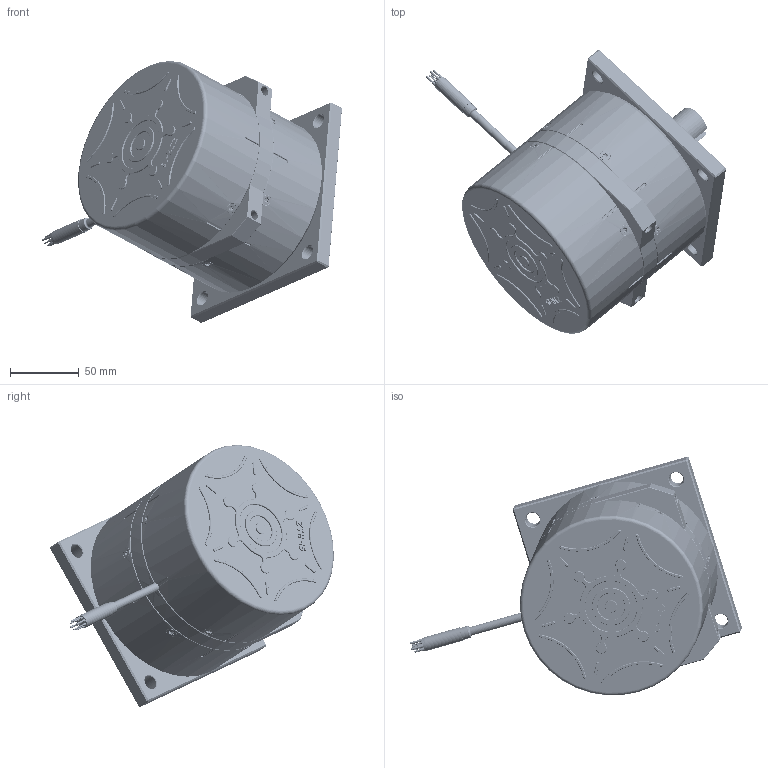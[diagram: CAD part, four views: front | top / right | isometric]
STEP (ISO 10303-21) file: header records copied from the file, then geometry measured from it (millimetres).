
FILE_DESCRIPTION (( 'STEP AP203' ), '1' );
FILE_NAME ('Motor 3D-134.STEP', '2024-12-07T04:14:21', ( '' ), ( '' ), 'SwSTEP 2.0', 'SolidWorks 2021', '' );
FILE_SCHEMA (( 'CONFIG_CONTROL_DESIGN' ));
Length unit declared in the file: millimetre
Products named in the file (18): 8010-134000X_喘謫眊郪璃; 0015-0040003_蹟隊; Spacer-25; 0010-134000X_粣創釱; Retainer ring-25; 8003-105000X_隅赽郪璃; 俴陎殤_珨极宒; 0009-134000X_綴裔; M8 囀鞠褒; 8013-134000X_萇儂郪璃; 楊擘-134; 0006-1340002_机壳（齿轮箱）; 挡圈-47; circlips for shaft--type a large gb_GB_CONNECTING_PIECE_RING_RRA 15; Motor 3D-134; 埻赽盄郪璃-135KD; M3-SCREW; 0015-0040002_蹟隊
Assembly tree (31 placements, depth 4):
  Motor 3D-134
    8013-134000X_萇儂郪璃
      8003-105000X_隅赽郪璃
        0010-134000X_粣創釱
        埻赽盄郪璃-135KD
      0009-134000X_綴裔
      circlips for shaft--type a large gb_GB_CONNECTING_PIECE_RING_RRA 15
      M3-SCREW
      0015-0040002_蹟隊  x4
    8010-134000X_喘謫眊郪璃
      0006-1340002_机壳（齿轮箱）
      Spacer-25  x2
      Retainer ring-25
      俴陎殤_珨极宒
    0015-0040003_蹟隊  x6
    挡圈-47
    楊擘-134
    M8 囀鞠褒  x6
Bounding box: 218.42 x 206.52 x 190.87 mm (x, y, z)
Volume: 700767.6 mm3; surface area: 273384.9 mm2
Topology: 28 solids, 28 shells, 4054 faces, 9476 edges, 5462 vertices
Faces by surface type: cylinder 1438, plane 748, bspline 686, torus 621, cone 435, sphere 126
Entity records: 122163 total; most frequent: CARTESIAN_POINT 56100, DIRECTION 13957, ORIENTED_EDGE 13218, EDGE_CURVE 6609, AXIS2_PLACEMENT_3D 5861, VERTEX_POINT 3869, CIRCLE 3320, EDGE_LOOP 3056
